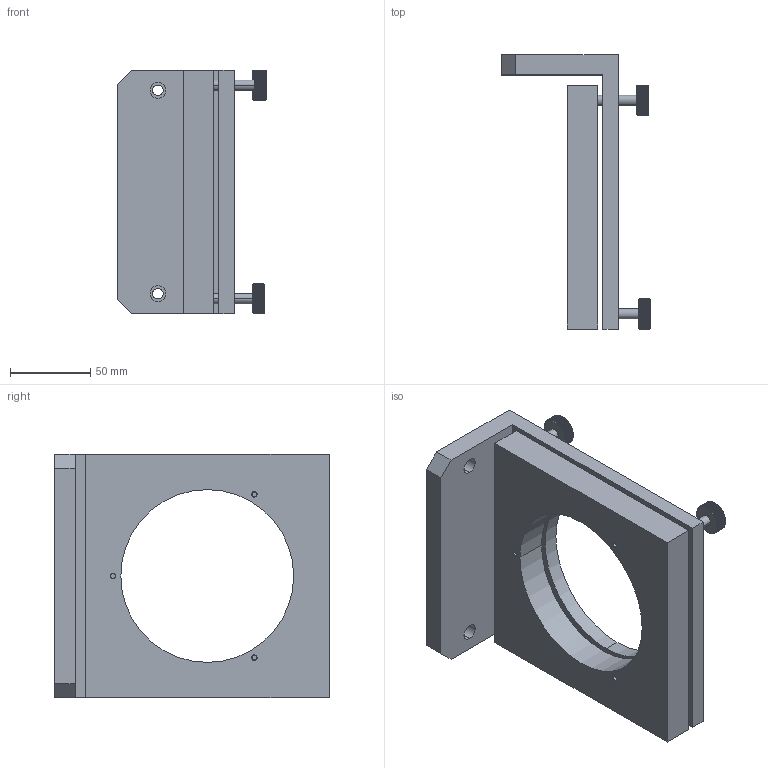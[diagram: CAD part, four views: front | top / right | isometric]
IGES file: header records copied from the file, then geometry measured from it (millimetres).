
Start section: SolidWorks IGES file using NURBS representation for surfaces
Global section: file name: 53039.igs; native system: SolidWorks 2011; preprocessor: SolidWorks 2011; author: BillB; date: 110630.104250; units: inch
Bounding box: 93.36 x 171.45 x 152.4 mm (x, y, z)
Volume: 552352 mm3; surface area: 118177.9 mm2
Topology: 1 solids, 1 shells, 1026 faces, 2982 edges, 1976 vertices
Faces by surface type: bspline 1026
